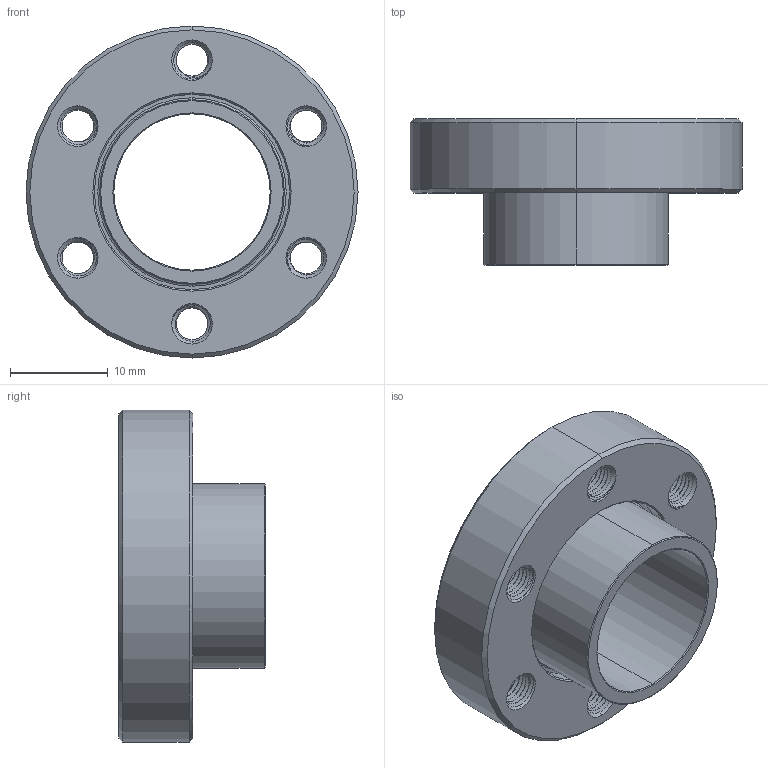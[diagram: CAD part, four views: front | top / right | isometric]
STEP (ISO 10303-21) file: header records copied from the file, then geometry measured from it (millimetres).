
FILE_DESCRIPTION (( 'STEP AP214' ), '1' );
FILE_NAME ('CF16-19-XRT.STEP', '2017-05-01T07:58:33', ( 'Gebruiker' ), ( '' ), 'SwSTEP 2.0', 'SolidWorks 2017', '' );
FILE_SCHEMA (( 'AUTOMOTIVE_DESIGN' ));
Length unit declared in the file: millimetre
Products named in the file (3): NW16CF-Outerring-tapped; NW16CF-Innerring_CF16-19-XR; CF16-19-XRT
Assembly tree (2 placements, depth 2):
  CF16-19-XRT
    NW16CF-Innerring_CF16-19-XR
    NW16CF-Outerring-tapped
Bounding box: 34 x 15 x 34 mm (x, y, z)
Volume: 5242.3 mm3; surface area: 5127.7 mm2
Topology: 2 solids, 2 shells, 258 faces, 732 edges, 480 vertices
Faces by surface type: cylinder 186, cone 52, bspline 12, plane 6, torus 2
Entity records: 16812 total; most frequent: CARTESIAN_POINT 11101, ORIENTED_EDGE 1464, DIRECTION 906, EDGE_CURVE 732, VERTEX_POINT 480, AXIS2_PLACEMENT_3D 337, EDGE_LOOP 276, ADVANCED_FACE 258
